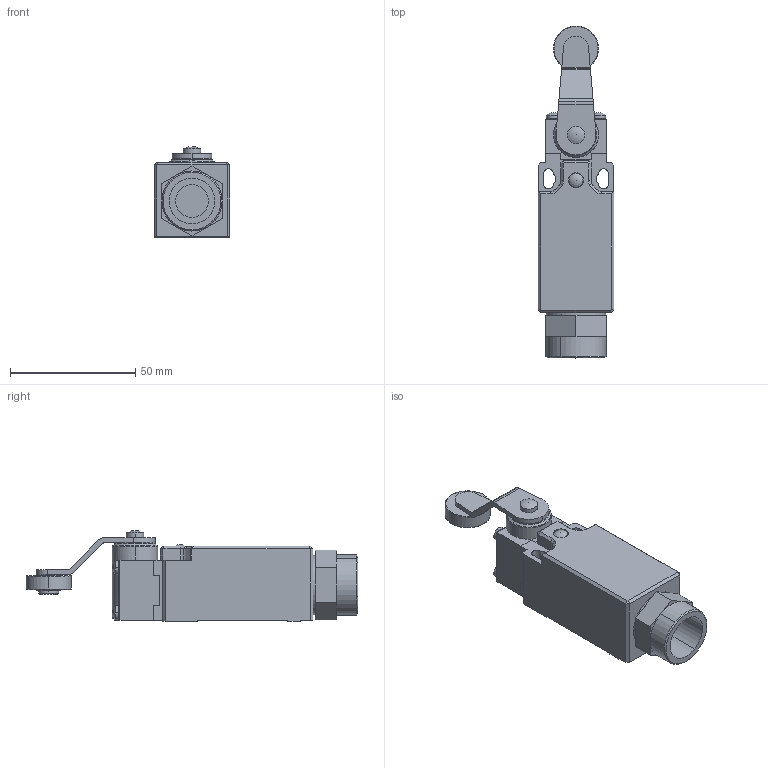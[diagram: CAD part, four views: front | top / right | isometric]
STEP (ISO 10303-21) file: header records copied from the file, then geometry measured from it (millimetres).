
FILE_DESCRIPTION (( 'STEP AP214' ), '1' );
FILE_NAME ('AAP2T45Z11.step', '2019-09-05T20:59:39', ( '' ), ( '' ), 'SwSTEP 2.0', 'SolidWorks 2018', '' );
FILE_SCHEMA (( 'AUTOMOTIVE_DESIGN' ));
Length unit declared in the file: inch
Products named in the file (1): AAP2T45Z11
Bounding box: 30.3 x 132.5 x 36.2 mm (x, y, z)
Volume: 70429.4 mm3; surface area: 20367.2 mm2
Topology: 5 solids, 5 shells, 269 faces, 665 edges, 418 vertices
Faces by surface type: plane 134, cylinder 95, cone 19, torus 11, sphere 10
Entity records: 8669 total; most frequent: CARTESIAN_POINT 1534, DIRECTION 1381, ORIENTED_EDGE 1322, EDGE_CURVE 661, AXIS2_PLACEMENT_3D 494, VERTEX_POINT 416, VECTOR 393, LINE 393
